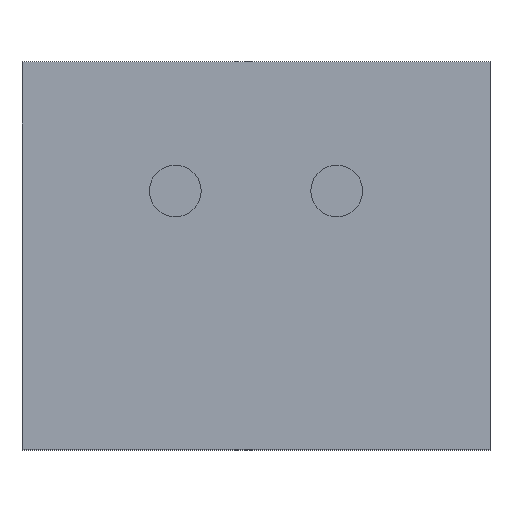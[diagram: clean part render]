
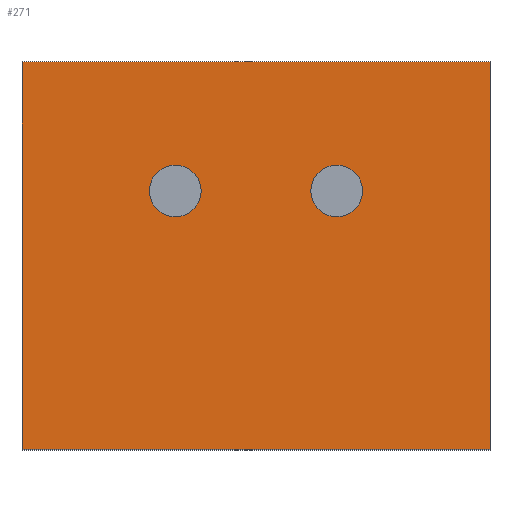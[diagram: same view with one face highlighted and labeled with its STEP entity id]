
A CAD part, top view. The second image highlights one B-rep face of the part: STEP entity #271.
In plain terms, the highlighted planar face has unit normal (0, 0, 1).
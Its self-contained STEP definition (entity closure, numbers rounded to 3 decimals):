
#3 = VERTEX_POINT ( 'NONE', #926 ) ;
#13 = VERTEX_POINT ( 'NONE', #956 ) ;
#74 = ORIENTED_EDGE ( 'NONE', *, *, #268, .T. ) ;
#78 = VERTEX_POINT ( 'NONE', #875 ) ;
#84 = AXIS2_PLACEMENT_3D ( 'NONE', #512, #509, #518 ) ;
#103 = VECTOR ( 'NONE', #736, 1000. ) ;
#105 = CIRCLE ( 'NONE', #128, 0.4 ) ;
#128 = AXIS2_PLACEMENT_3D ( 'NONE', #744, #746, #742 ) ;
#130 = CIRCLE ( 'NONE', #132, 0.4 ) ;
#131 = VECTOR ( 'NONE', #700, 1000. ) ;
#132 = AXIS2_PLACEMENT_3D ( 'NONE', #699, #698, #697 ) ;
#160 = VERTEX_POINT ( 'NONE', #953 ) ;
#163 = VERTEX_POINT ( 'NONE', #929 ) ;
#165 = VERTEX_POINT ( 'NONE', #895 ) ;
#189 = EDGE_LOOP ( 'NONE', ( #74, #210 ) ) ;
#208 = ORIENTED_EDGE ( 'NONE', *, *, #303, .T. ) ;
#209 = ORIENTED_EDGE ( 'NONE', *, *, #277, .T. ) ;
#210 = ORIENTED_EDGE ( 'NONE', *, *, #324, .T. ) ;
#214 = ORIENTED_EDGE ( 'NONE', *, *, #288, .T. ) ;
#219 = ORIENTED_EDGE ( 'NONE', *, *, #327, .T. ) ;
#223 = ORIENTED_EDGE ( 'NONE', *, *, #256, .T. ) ;
#237 = ORIENTED_EDGE ( 'NONE', *, *, #326, .T. ) ;
#256 = EDGE_CURVE ( 'NONE', #163, #165, #983, .T. ) ;
#268 = EDGE_CURVE ( 'NONE', #3, #833, #397, .T. ) ;
#271 = ADVANCED_FACE ( 'NONE', ( #999, #1000, #1001 ), #892, .F. ) ;
#277 = EDGE_CURVE ( 'NONE', #160, #13, #1015, .T. ) ;
#288 = EDGE_CURVE ( 'NONE', #78, #837, #400, .T. ) ;
#303 = EDGE_CURVE ( 'NONE', #13, #163, #1049, .T. ) ;
#324 = EDGE_CURVE ( 'NONE', #833, #3, #105, .T. ) ;
#326 = EDGE_CURVE ( 'NONE', #165, #160, #1066, .T. ) ;
#327 = EDGE_CURVE ( 'NONE', #837, #78, #130, .T. ) ;
#368 = EDGE_LOOP ( 'NONE', ( #219, #214 ) ) ;
#369 = EDGE_LOOP ( 'NONE', ( #223, #237, #209, #208 ) ) ;
#385 = VECTOR ( 'NONE', #868, 1000. ) ;
#397 = CIRCLE ( 'NONE', #399, 0.4 ) ;
#399 = AXIS2_PLACEMENT_3D ( 'NONE', #945, #955, #886 ) ;
#400 = CIRCLE ( 'NONE', #84, 0.4 ) ;
#403 = AXIS2_PLACEMENT_3D ( 'NONE', #918, #865, #901 ) ;
#412 = VECTOR ( 'NONE', #469, 1000. ) ;
#469 = DIRECTION ( 'NONE',  ( 0., 1., 0. ) ) ;
#470 = CARTESIAN_POINT ( 'NONE',  ( 7.25, 0., 7. ) ) ;
#509 = DIRECTION ( 'NONE',  ( 0., 0., -1. ) ) ;
#512 = CARTESIAN_POINT ( 'NONE',  ( 2.375, 4., 7. ) ) ;
#518 = DIRECTION ( 'NONE',  ( -1., 0., 0. ) ) ;
#578 = CARTESIAN_POINT ( 'NONE',  ( 1.975, 4., 7. ) ) ;
#581 = CARTESIAN_POINT ( 'NONE',  ( 5.275, 4., 7. ) ) ;
#697 = DIRECTION ( 'NONE',  ( -1., 0., 0. ) ) ;
#698 = DIRECTION ( 'NONE',  ( 0., 0., -1. ) ) ;
#699 = CARTESIAN_POINT ( 'NONE',  ( 2.375, 4., 7. ) ) ;
#700 = DIRECTION ( 'NONE',  ( 1., 0., 0. ) ) ;
#701 = CARTESIAN_POINT ( 'NONE',  ( 0., 0., 7. ) ) ;
#704 = CARTESIAN_POINT ( 'NONE',  ( 0., 6., 7. ) ) ;
#736 = DIRECTION ( 'NONE',  ( -1., 0., 0. ) ) ;
#742 = DIRECTION ( 'NONE',  ( -1., 0., 0. ) ) ;
#744 = CARTESIAN_POINT ( 'NONE',  ( 4.875, 4., 7. ) ) ;
#746 = DIRECTION ( 'NONE',  ( 0., 0., -1. ) ) ;
#833 = VERTEX_POINT ( 'NONE', #581 ) ;
#837 = VERTEX_POINT ( 'NONE', #578 ) ;
#865 = DIRECTION ( 'NONE',  ( 0., 0., -1. ) ) ;
#868 = DIRECTION ( 'NONE',  ( 0., -1., 0. ) ) ;
#875 = CARTESIAN_POINT ( 'NONE',  ( 2.775, 4., 7. ) ) ;
#886 = DIRECTION ( 'NONE',  ( -1., 0., 0. ) ) ;
#892 = PLANE ( 'NONE',  #403 ) ;
#895 = CARTESIAN_POINT ( 'NONE',  ( 0., 0., 7. ) ) ;
#901 = DIRECTION ( 'NONE',  ( -1., 0., 0. ) ) ;
#905 = CARTESIAN_POINT ( 'NONE',  ( 0., 0., 7. ) ) ;
#918 = CARTESIAN_POINT ( 'NONE',  ( 0., 6., 7. ) ) ;
#926 = CARTESIAN_POINT ( 'NONE',  ( 4.475, 4., 7. ) ) ;
#929 = CARTESIAN_POINT ( 'NONE',  ( 0., 6., 7. ) ) ;
#945 = CARTESIAN_POINT ( 'NONE',  ( 4.875, 4., 7. ) ) ;
#953 = CARTESIAN_POINT ( 'NONE',  ( 7.25, 0., 7. ) ) ;
#955 = DIRECTION ( 'NONE',  ( 0., 0., -1. ) ) ;
#956 = CARTESIAN_POINT ( 'NONE',  ( 7.25, 6., 7. ) ) ;
#983 = LINE ( 'NONE', #905, #385 ) ;
#999 = FACE_BOUND ( 'NONE', #368, .T. ) ;
#1000 = FACE_BOUND ( 'NONE', #189, .T. ) ;
#1001 = FACE_OUTER_BOUND ( 'NONE', #369, .T. ) ;
#1015 = LINE ( 'NONE', #470, #412 ) ;
#1049 = LINE ( 'NONE', #704, #103 ) ;
#1066 = LINE ( 'NONE', #701, #131 ) ;
